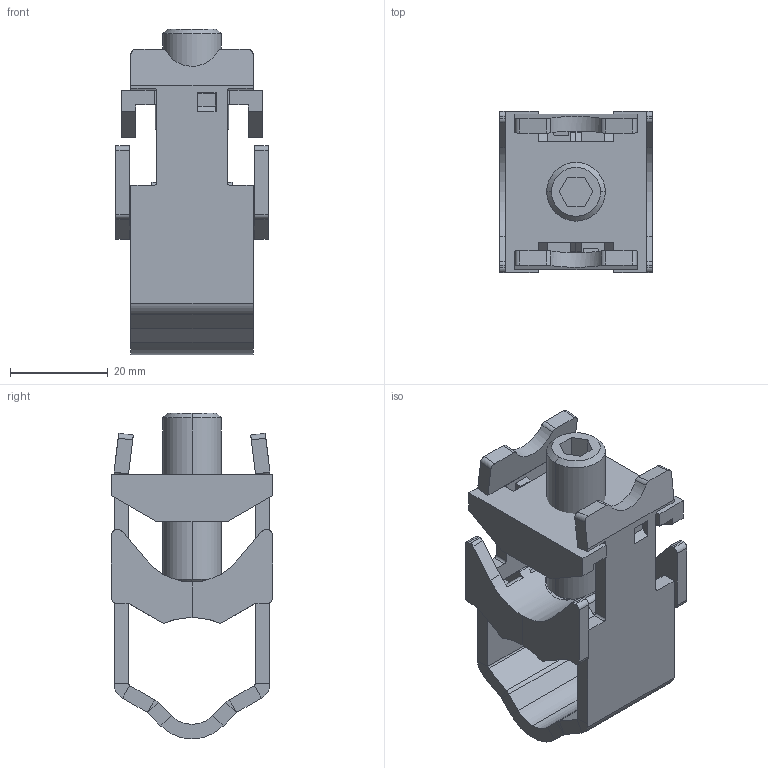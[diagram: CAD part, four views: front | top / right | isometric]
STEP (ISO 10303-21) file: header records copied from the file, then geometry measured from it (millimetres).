
FILE_DESCRIPTION(('CATIA V5 STEP'),'2;1');
FILE_NAME('K2301093_L_V-Rahmenklemme-KM2G_V90-120.stp','2016-04-29T14:18:47+00:00',('none'),('Jean Müller GmbH'),'CATIA Version 5 Release 19 SP 9 (IN-10)','CATIA V5 STEP AP214','none');
FILE_SCHEMA(('AUTOMOTIVE_DESIGN { 1 0 10303 214 1 1 1 1 }'));
Length unit declared in the file: millimetre
Products named in the file (5): K2301093_L_V-Rahmenklemme KM2G_V90-120; 158402_L_Klemmenmutter M12 KM2G; 68238_Gewindestift; 70456_L_Druckstueck vereinfacht; 158404_01_L_V-Rahmen
Assembly tree (4 placements, depth 2):
  K2301093_L_V-Rahmenklemme KM2G_V90-120
    158402_L_Klemmenmutter M12 KM2G
    68238_Gewindestift
    70456_L_Druckstueck vereinfacht
    158404_01_L_V-Rahmen
Bounding box: 31.2 x 33 x 66.7 mm (x, y, z)
Volume: 22309 mm3; surface area: 15444.7 mm2
Topology: 4 solids, 4 shells, 315 faces, 844 edges, 544 vertices
Faces by surface type: plane 220, cylinder 79, bspline 8, cone 4, extrusion 4
Entity records: 10706 total; most frequent: CARTESIAN_POINT 2197, ORIENTED_EDGE 1688, DIRECTION 1210, EDGE_CURVE 844, VECTOR 594, LINE 590, VERTEX_POINT 544, AXIS2_PLACEMENT_3D 391
